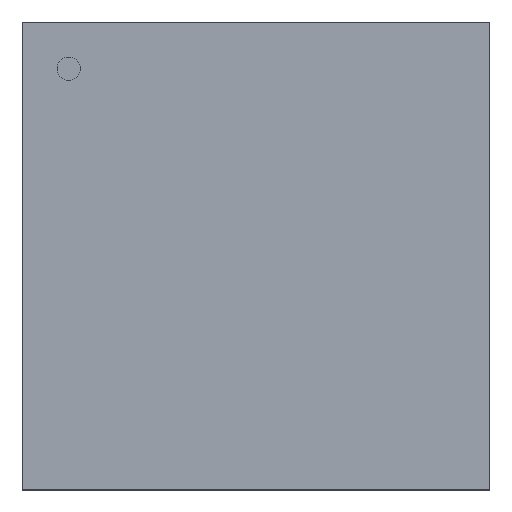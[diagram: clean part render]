
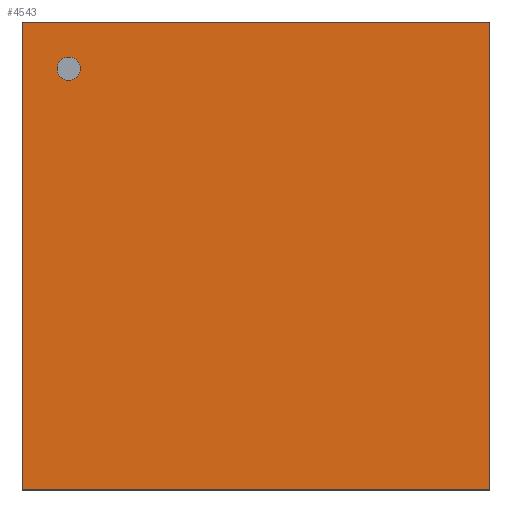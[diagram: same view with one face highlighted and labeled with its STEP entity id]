
A CAD part, top view. The second image highlights one B-rep face of the part: STEP entity #4543.
In plain terms, the highlighted planar face has unit normal (0, 0, 1).
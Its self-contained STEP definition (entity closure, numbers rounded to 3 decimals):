
#4319=CARTESIAN_POINT('',(6.575,-6.575,1.2));
#4318=VERTEX_POINT('',#4319);
#4329=CARTESIAN_POINT('',(-6.575,-6.575,1.2));
#4328=VERTEX_POINT('',#4329);
#4327=EDGE_CURVE('',#4328,#4318,#4332,.T.);
#4332=LINE('',#4329,#4334);
#4334=VECTOR('',#4335,13.15);
#4335=DIRECTION('',(1.0,0.0,0.0));
#4368=CARTESIAN_POINT('',(6.575,6.575,1.2));
#4367=VERTEX_POINT('',#4368);
#4376=EDGE_CURVE('',#4318,#4367,#4381,.T.);
#4381=LINE('',#4319,#4383);
#4383=VECTOR('',#4384,13.15);
#4384=DIRECTION('',(0.0,1.0,0.0));
#4417=CARTESIAN_POINT('',(-6.575,6.575,1.2));
#4416=VERTEX_POINT('',#4417);
#4425=EDGE_CURVE('',#4367,#4416,#4430,.T.);
#4430=LINE('',#4368,#4432);
#4432=VECTOR('',#4433,13.15);
#4433=DIRECTION('',(-1.0,0.0,0.0));
#4474=EDGE_CURVE('',#4416,#4328,#4479,.T.);
#4479=LINE('',#4417,#4481);
#4481=VECTOR('',#4482,13.15);
#4482=DIRECTION('',(0.0,-1.0,0.0));
#4543=ADVANCED_FACE('',(#4549),#4544,.T.);
#4544=PLANE('',#4545);
#4545=AXIS2_PLACEMENT_3D('',#4546,#4547,#4548);
#4546=CARTESIAN_POINT('',(-6.575,-6.575,1.2));
#4547=DIRECTION('',(0.0,0.0,1.0));
#4548=DIRECTION('',(0.,1.,0.));
#4549=FACE_OUTER_BOUND('',#4550,.T.);
#4550=EDGE_LOOP('',(#4551,#4561,#4571,#4581));
#4551=ORIENTED_EDGE('',*,*,#4327,.T.);
#4561=ORIENTED_EDGE('',*,*,#4376,.T.);
#4571=ORIENTED_EDGE('',*,*,#4425,.T.);
#4581=ORIENTED_EDGE('',*,*,#4474,.T.);
